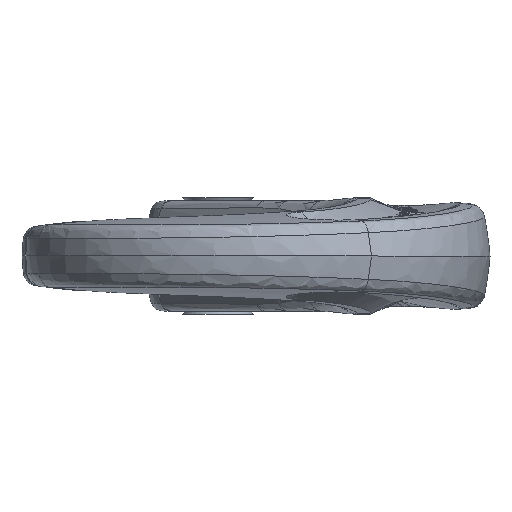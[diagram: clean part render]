
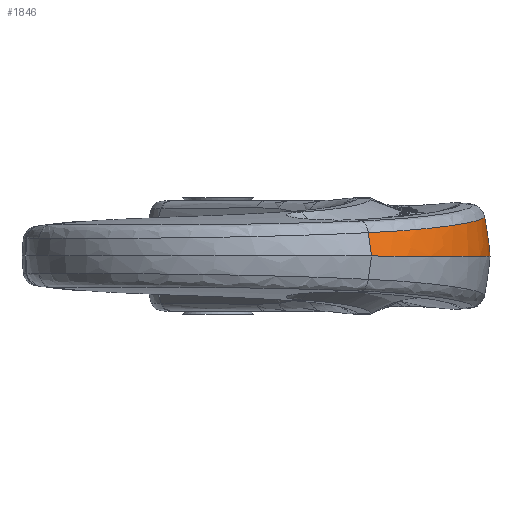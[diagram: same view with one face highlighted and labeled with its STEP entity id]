
A CAD part, front view. The second image highlights one B-rep face of the part: STEP entity #1846.
In plain terms, the highlighted free-form (B-spline) face has degree [3, 3] with [4, 11] control points.
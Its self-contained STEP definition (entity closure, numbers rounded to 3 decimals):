
#148=B_SPLINE_SURFACE_WITH_KNOTS('',3,3,((#11720,#11721,#11722,#11723,#11724,
#11725,#11726,#11727,#11728,#11729,#11730),(#11731,#11732,#11733,#11734,
#11735,#11736,#11737,#11738,#11739,#11740,#11741),(#11742,#11743,#11744,
#11745,#11746,#11747,#11748,#11749,#11750,#11751,#11752),(#11753,#11754,
#11755,#11756,#11757,#11758,#11759,#11760,#11761,#11762,#11763)),.UNSPECIFIED.,
.F.,.F.,.F.,(4,4),(4,1,1,1,1,1,1,1,4),(0.,1.),(0.,0.125,0.25,0.375,0.5,0.625,
0.75,0.875,1.),.UNSPECIFIED.);
#514=B_SPLINE_CURVE_WITH_KNOTS('',3,(#11281,#11282,#11283,#11284),.UNSPECIFIED.,
.F.,.F.,(4,4),(0.,1.),.UNSPECIFIED.);
#536=B_SPLINE_CURVE_WITH_KNOTS('',3,(#11673,#11674,#11675,#11676,#11677,
#11678,#11679,#11680,#11681,#11682),.UNSPECIFIED.,.F.,.F.,(4,1,1,1,1,1,1,
4),(0.,0.025,0.055,0.114,0.173,
0.291,0.527,1.),.UNSPECIFIED.);
#537=B_SPLINE_CURVE_WITH_KNOTS('',3,(#11685,#11686,#11687,#11688,#11689,
#11690,#11691,#11692,#11693),.UNSPECIFIED.,.F.,.F.,(4,1,1,1,1,1,4),(0.,0.197,
0.395,0.592,0.789,0.987,
1.),.UNSPECIFIED.);
#538=B_SPLINE_CURVE_WITH_KNOTS('',3,(#11695,#11696,#11697,#11698),.UNSPECIFIED.,
.F.,.F.,(4,4),(0.,1.),.UNSPECIFIED.);
#539=B_SPLINE_CURVE_WITH_KNOTS('',3,(#11700,#11701,#11702,#11703,#11704,
#11705,#11706,#11707,#11708,#11709,#11710),.UNSPECIFIED.,.F.,.F.,(4,1,1,
1,1,1,1,1,4),(0.,0.125,0.25,0.375,0.5,0.625,0.75,0.875,1.),.UNSPECIFIED.);
#540=B_SPLINE_CURVE_WITH_KNOTS('',3,(#11711,#11712,#11713,#11714,#11715,
#11716,#11717,#11718,#11719),.UNSPECIFIED.,.F.,.F.,(4,1,1,1,1,1,4),(0.,0.298,
0.597,0.746,0.895,0.97,1.),
.UNSPECIFIED.);
#1846=ADVANCED_FACE('',(#2410),#148,.F.);
#2410=FACE_OUTER_BOUND('',#2930,.T.);
#2930=EDGE_LOOP('',(#3902,#3903,#3904,#3905,#3906,#3907));
#3902=ORIENTED_EDGE('',*,*,#7212,.F.);
#3903=ORIENTED_EDGE('',*,*,#7213,.F.);
#3904=ORIENTED_EDGE('',*,*,#7214,.F.);
#3905=ORIENTED_EDGE('',*,*,#7215,.F.);
#3906=ORIENTED_EDGE('',*,*,#7190,.T.);
#3907=ORIENTED_EDGE('',*,*,#7216,.F.);
#6280=VERTEX_POINT('',#11280);
#6281=VERTEX_POINT('',#11285);
#6302=VERTEX_POINT('',#11683);
#6303=VERTEX_POINT('',#11684);
#6304=VERTEX_POINT('',#11694);
#6305=VERTEX_POINT('',#11699);
#7190=EDGE_CURVE('',#6281,#6280,#514,.T.);
#7212=EDGE_CURVE('',#6302,#6303,#536,.T.);
#7213=EDGE_CURVE('',#6304,#6302,#537,.T.);
#7214=EDGE_CURVE('',#6305,#6304,#538,.T.);
#7215=EDGE_CURVE('',#6281,#6305,#539,.T.);
#7216=EDGE_CURVE('',#6303,#6280,#540,.T.);
#11280=CARTESIAN_POINT('',(55.41,33.19,2.5));
#11281=CARTESIAN_POINT('',(55.457,33.22,0.));
#11282=CARTESIAN_POINT('',(55.457,33.22,0.834));
#11283=CARTESIAN_POINT('',(55.443,33.21,1.667));
#11284=CARTESIAN_POINT('',(55.415,33.193,2.5));
#11285=CARTESIAN_POINT('',(55.457,33.22,0.));
#11673=CARTESIAN_POINT('',(64.148,0.,9.543));
#11674=CARTESIAN_POINT('',(64.161,0.,9.485));
#11675=CARTESIAN_POINT('',(64.184,0.,9.357));
#11676=CARTESIAN_POINT('',(64.236,0.,9.092));
#11677=CARTESIAN_POINT('',(64.3,0.,8.746));
#11678=CARTESIAN_POINT('',(64.4,0.,8.194));
#11679=CARTESIAN_POINT('',(64.568,0.,7.226));
#11680=CARTESIAN_POINT('',(64.879,0.,5.285));
#11681=CARTESIAN_POINT('',(65.105,0.,3.616));
#11682=CARTESIAN_POINT('',(65.234,0.,2.5));
#11683=CARTESIAN_POINT('',(64.142,0.,9.541));
#11684=CARTESIAN_POINT('',(65.234,0.,2.5));
#11685=CARTESIAN_POINT('',(36.152,-49.59,5.611));
#11686=CARTESIAN_POINT('',(39.557,-47.625,5.772));
#11687=CARTESIAN_POINT('',(45.956,-42.986,6.171));
#11688=CARTESIAN_POINT('',(53.837,-34.14,6.951));
#11689=CARTESIAN_POINT('',(59.655,-23.833,7.828));
#11690=CARTESIAN_POINT('',(63.239,-12.557,8.713));
#11691=CARTESIAN_POINT('',(64.124,-4.454,9.27));
#11692=CARTESIAN_POINT('',(64.15,-0.263,9.528));
#11693=CARTESIAN_POINT('',(64.15,0.,9.544));
#11694=CARTESIAN_POINT('',(36.152,-49.59,5.611));
#11695=CARTESIAN_POINT('',(36.908,-50.522,0.));
#11696=CARTESIAN_POINT('',(36.707,-50.307,1.887));
#11697=CARTESIAN_POINT('',(36.454,-49.996,3.761));
#11698=CARTESIAN_POINT('',(36.152,-49.59,5.611));
#11699=CARTESIAN_POINT('',(36.908,-50.522,0.));
#11700=CARTESIAN_POINT('',(55.457,33.22,0.));
#11701=CARTESIAN_POINT('',(57.548,29.811,0.));
#11702=CARTESIAN_POINT('',(61.194,22.659,0.));
#11703=CARTESIAN_POINT('',(64.669,11.121,0.));
#11704=CARTESIAN_POINT('',(65.896,-0.872,0.));
#11705=CARTESIAN_POINT('',(64.7,-12.876,0.));
#11706=CARTESIAN_POINT('',(60.974,-24.354,0.));
#11707=CARTESIAN_POINT('',(54.904,-34.778,0.));
#11708=CARTESIAN_POINT('',(46.848,-43.76,0.));
#11709=CARTESIAN_POINT('',(40.37,-48.52,0.));
#11710=CARTESIAN_POINT('',(36.908,-50.522,0.));
#11711=CARTESIAN_POINT('',(65.234,0.,2.5));
#11712=CARTESIAN_POINT('',(65.203,3.486,2.5));
#11713=CARTESIAN_POINT('',(64.538,10.451,2.5));
#11714=CARTESIAN_POINT('',(62.249,18.89,2.5));
#11715=CARTESIAN_POINT('',(59.637,25.359,2.5));
#11716=CARTESIAN_POINT('',(57.696,29.264,2.5));
#11717=CARTESIAN_POINT('',(56.231,31.844,2.5));
#11718=CARTESIAN_POINT('',(55.599,32.892,2.5));
#11719=CARTESIAN_POINT('',(55.415,33.192,2.5));
#11720=CARTESIAN_POINT('',(54.761,32.841,10.705));
#11721=CARTESIAN_POINT('',(56.824,29.491,10.706));
#11722=CARTESIAN_POINT('',(60.329,22.406,10.603));
#11723=CARTESIAN_POINT('',(63.54,11.004,10.175));
#11724=CARTESIAN_POINT('',(64.523,-0.797,9.521));
#11725=CARTESIAN_POINT('',(63.239,-12.557,8.713));
#11726=CARTESIAN_POINT('',(59.655,-23.833,7.828));
#11727=CARTESIAN_POINT('',(53.837,-34.14,6.951));
#11728=CARTESIAN_POINT('',(45.956,-42.986,6.171));
#11729=CARTESIAN_POINT('',(39.557,-47.625,5.772));
#11730=CARTESIAN_POINT('',(36.152,-49.59,5.611));
#11731=CARTESIAN_POINT('',(55.194,33.043,7.156));
#11732=CARTESIAN_POINT('',(57.261,29.667,7.157));
#11733=CARTESIAN_POINT('',(60.801,22.547,7.089));
#11734=CARTESIAN_POINT('',(64.084,11.079,6.805));
#11735=CARTESIAN_POINT('',(65.132,-0.806,6.369));
#11736=CARTESIAN_POINT('',(63.86,-12.667,5.831));
#11737=CARTESIAN_POINT('',(60.213,-24.03,5.242));
#11738=CARTESIAN_POINT('',(54.294,-34.396,4.658));
#11739=CARTESIAN_POINT('',(46.338,-43.308,4.139));
#11740=CARTESIAN_POINT('',(39.902,-48.,3.873));
#11741=CARTESIAN_POINT('',(36.472,-49.984,3.766));
#11742=CARTESIAN_POINT('',(55.457,33.22,3.581));
#11743=CARTESIAN_POINT('',(57.532,29.822,3.582));
#11744=CARTESIAN_POINT('',(61.117,22.675,3.548));
#11745=CARTESIAN_POINT('',(64.484,11.156,3.406));
#11746=CARTESIAN_POINT('',(65.609,-0.8,3.189));
#11747=CARTESIAN_POINT('',(64.363,-12.749,2.921));
#11748=CARTESIAN_POINT('',(60.664,-24.186,2.627));
#11749=CARTESIAN_POINT('',(54.658,-34.597,2.336));
#11750=CARTESIAN_POINT('',(46.64,-43.56,2.077));
#11751=CARTESIAN_POINT('',(40.175,-48.297,1.945));
#11752=CARTESIAN_POINT('',(36.725,-50.296,1.891));
#11753=CARTESIAN_POINT('',(55.457,33.22,0.));
#11754=CARTESIAN_POINT('',(57.548,29.811,0.));
#11755=CARTESIAN_POINT('',(61.194,22.659,0.));
#11756=CARTESIAN_POINT('',(64.669,11.121,0.));
#11757=CARTESIAN_POINT('',(65.896,-0.872,0.));
#11758=CARTESIAN_POINT('',(64.7,-12.876,0.));
#11759=CARTESIAN_POINT('',(60.974,-24.354,0.));
#11760=CARTESIAN_POINT('',(54.904,-34.778,0.));
#11761=CARTESIAN_POINT('',(46.848,-43.76,0.));
#11762=CARTESIAN_POINT('',(40.37,-48.52,0.));
#11763=CARTESIAN_POINT('',(36.908,-50.522,0.));
